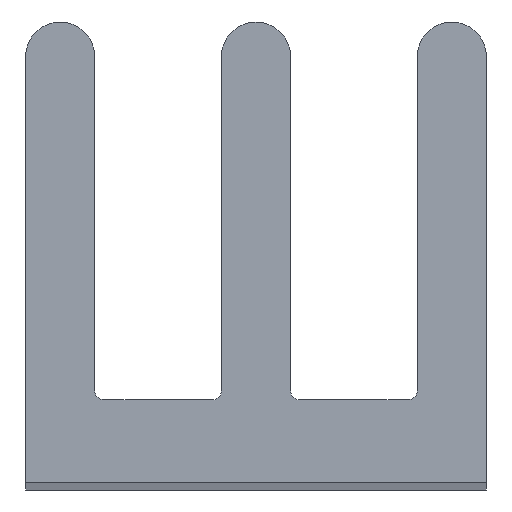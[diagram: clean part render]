
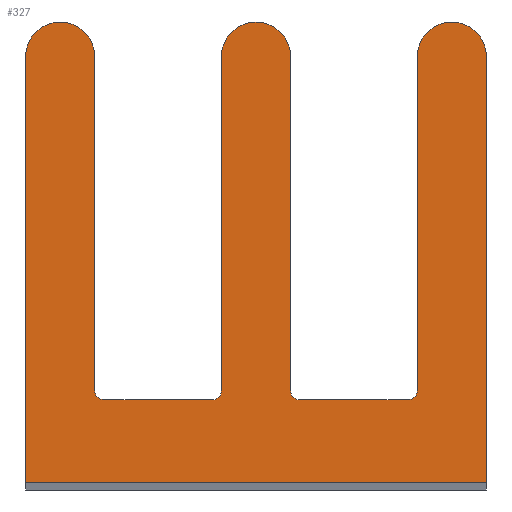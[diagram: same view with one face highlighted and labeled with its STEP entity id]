
A CAD part, top view. The second image highlights one B-rep face of the part: STEP entity #327.
In plain terms, the highlighted planar face has unit normal (0, 0, 1).
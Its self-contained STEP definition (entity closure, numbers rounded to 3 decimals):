
#22=FACE_OUTER_BOUND('',#40,.T.);
#40=EDGE_LOOP('',(#220,#221,#222,#223,#224,#225,#226,#227,#228,#229,#230,
#231,#232,#233,#234,#235));
#58=CIRCLE('',#360,0.75);
#59=CIRCLE('',#361,0.2);
#60=CIRCLE('',#362,0.2);
#61=CIRCLE('',#363,0.75);
#62=CIRCLE('',#364,0.2);
#63=CIRCLE('',#365,0.2);
#64=CIRCLE('',#366,0.75);
#72=LINE('',#495,#106);
#73=LINE('',#497,#107);
#74=LINE('',#501,#108);
#75=LINE('',#505,#109);
#76=LINE('',#509,#110);
#77=LINE('',#513,#111);
#78=LINE('',#517,#112);
#79=LINE('',#521,#113);
#80=LINE('',#524,#114);
#106=VECTOR('',#395,10.);
#107=VECTOR('',#396,9.25);
#108=VECTOR('',#399,7.25);
#109=VECTOR('',#402,2.35);
#110=VECTOR('',#405,7.25);
#111=VECTOR('',#408,7.25);
#112=VECTOR('',#411,2.35);
#113=VECTOR('',#414,7.25);
#114=VECTOR('',#417,9.25);
#140=VERTEX_POINT('',#493);
#141=VERTEX_POINT('',#494);
#142=VERTEX_POINT('',#496);
#143=VERTEX_POINT('',#498);
#144=VERTEX_POINT('',#500);
#145=VERTEX_POINT('',#502);
#146=VERTEX_POINT('',#504);
#147=VERTEX_POINT('',#506);
#148=VERTEX_POINT('',#508);
#149=VERTEX_POINT('',#510);
#150=VERTEX_POINT('',#512);
#151=VERTEX_POINT('',#514);
#152=VERTEX_POINT('',#516);
#153=VERTEX_POINT('',#518);
#154=VERTEX_POINT('',#520);
#155=VERTEX_POINT('',#522);
#172=EDGE_CURVE('',#140,#141,#72,.T.);
#173=EDGE_CURVE('',#141,#142,#73,.T.);
#174=EDGE_CURVE('',#142,#143,#58,.T.);
#175=EDGE_CURVE('',#143,#144,#74,.T.);
#176=EDGE_CURVE('',#144,#145,#59,.T.);
#177=EDGE_CURVE('',#145,#146,#75,.T.);
#178=EDGE_CURVE('',#146,#147,#60,.T.);
#179=EDGE_CURVE('',#147,#148,#76,.T.);
#180=EDGE_CURVE('',#148,#149,#61,.T.);
#181=EDGE_CURVE('',#149,#150,#77,.T.);
#182=EDGE_CURVE('',#150,#151,#62,.T.);
#183=EDGE_CURVE('',#151,#152,#78,.T.);
#184=EDGE_CURVE('',#152,#153,#63,.T.);
#185=EDGE_CURVE('',#153,#154,#79,.T.);
#186=EDGE_CURVE('',#154,#155,#64,.T.);
#187=EDGE_CURVE('',#155,#140,#80,.T.);
#220=ORIENTED_EDGE('',*,*,#172,.T.);
#221=ORIENTED_EDGE('',*,*,#173,.T.);
#222=ORIENTED_EDGE('',*,*,#174,.T.);
#223=ORIENTED_EDGE('',*,*,#175,.T.);
#224=ORIENTED_EDGE('',*,*,#176,.T.);
#225=ORIENTED_EDGE('',*,*,#177,.T.);
#226=ORIENTED_EDGE('',*,*,#178,.T.);
#227=ORIENTED_EDGE('',*,*,#179,.T.);
#228=ORIENTED_EDGE('',*,*,#180,.T.);
#229=ORIENTED_EDGE('',*,*,#181,.T.);
#230=ORIENTED_EDGE('',*,*,#182,.T.);
#231=ORIENTED_EDGE('',*,*,#183,.T.);
#232=ORIENTED_EDGE('',*,*,#184,.T.);
#233=ORIENTED_EDGE('',*,*,#185,.T.);
#234=ORIENTED_EDGE('',*,*,#186,.T.);
#235=ORIENTED_EDGE('',*,*,#187,.T.);
#316=PLANE('',#359);
#327=ADVANCED_FACE('',(#22),#316,.T.);
#359=AXIS2_PLACEMENT_3D('',#492,#393,#394);
#360=AXIS2_PLACEMENT_3D('',#499,#397,#398);
#361=AXIS2_PLACEMENT_3D('',#503,#400,#401);
#362=AXIS2_PLACEMENT_3D('',#507,#403,#404);
#363=AXIS2_PLACEMENT_3D('',#511,#406,#407);
#364=AXIS2_PLACEMENT_3D('',#515,#409,#410);
#365=AXIS2_PLACEMENT_3D('',#519,#412,#413);
#366=AXIS2_PLACEMENT_3D('',#523,#415,#416);
#393=DIRECTION('center_axis',(0.,0.,
1.));
#394=DIRECTION('ref_axis',(1.,0.,0.));
#395=DIRECTION('',(1.,0.,0.));
#396=DIRECTION('',(0.,1.,0.));
#397=DIRECTION('center_axis',(0.,0.,
1.));
#398=DIRECTION('ref_axis',(1.,0.,0.));
#399=DIRECTION('',(0.,-1.,0.));
#400=DIRECTION('center_axis',(0.,0.,
-1.));
#401=DIRECTION('ref_axis',(0.,1.,0.));
#402=DIRECTION('',(-1.,0.,0.));
#403=DIRECTION('center_axis',(0.,0.,
-1.));
#404=DIRECTION('ref_axis',(1.,0.,0.));
#405=DIRECTION('',(0.,1.,0.));
#406=DIRECTION('center_axis',(0.,0.,
1.));
#407=DIRECTION('ref_axis',(1.,0.,0.));
#408=DIRECTION('',(0.,-1.,0.));
#409=DIRECTION('center_axis',(0.,0.,
-1.));
#410=DIRECTION('ref_axis',(0.,1.,0.));
#411=DIRECTION('',(-1.,0.,0.));
#412=DIRECTION('center_axis',(0.,0.,
-1.));
#413=DIRECTION('ref_axis',(1.,0.,0.));
#414=DIRECTION('',(0.,1.,0.));
#415=DIRECTION('center_axis',(0.,0.,
1.));
#416=DIRECTION('ref_axis',(1.,0.,0.));
#417=DIRECTION('',(0.,-1.,0.));
#492=CARTESIAN_POINT('Origin',(20.283,69.59,40.));
#493=CARTESIAN_POINT('',(15.283,64.941,40.));
#494=CARTESIAN_POINT('',(25.283,64.941,40.));
#495=CARTESIAN_POINT('',(15.283,64.941,40.));
#496=CARTESIAN_POINT('',(25.283,74.191,40.));
#497=CARTESIAN_POINT('',(25.283,64.941,40.));
#498=CARTESIAN_POINT('',(23.783,74.191,40.));
#499=CARTESIAN_POINT('Origin',(24.533,74.191,40.));
#500=CARTESIAN_POINT('',(23.783,66.941,40.));
#501=CARTESIAN_POINT('',(23.783,74.191,40.));
#502=CARTESIAN_POINT('',(23.583,66.741,40.));
#503=CARTESIAN_POINT('Origin',(23.583,66.941,40.));
#504=CARTESIAN_POINT('',(21.233,66.741,40.));
#505=CARTESIAN_POINT('',(23.583,66.741,40.));
#506=CARTESIAN_POINT('',(21.033,66.941,40.));
#507=CARTESIAN_POINT('Origin',(21.233,66.941,40.));
#508=CARTESIAN_POINT('',(21.033,74.191,40.));
#509=CARTESIAN_POINT('',(21.033,66.941,40.));
#510=CARTESIAN_POINT('',(19.533,74.191,40.));
#511=CARTESIAN_POINT('Origin',(20.283,74.191,40.));
#512=CARTESIAN_POINT('',(19.533,66.941,40.));
#513=CARTESIAN_POINT('',(19.533,74.191,40.));
#514=CARTESIAN_POINT('',(19.333,66.741,40.));
#515=CARTESIAN_POINT('Origin',(19.333,66.941,40.));
#516=CARTESIAN_POINT('',(16.983,66.741,40.));
#517=CARTESIAN_POINT('',(19.333,66.741,40.));
#518=CARTESIAN_POINT('',(16.783,66.941,40.));
#519=CARTESIAN_POINT('Origin',(16.983,66.941,40.));
#520=CARTESIAN_POINT('',(16.783,74.191,40.));
#521=CARTESIAN_POINT('',(16.783,66.941,40.));
#522=CARTESIAN_POINT('',(15.283,74.191,40.));
#523=CARTESIAN_POINT('Origin',(16.033,74.191,40.));
#524=CARTESIAN_POINT('',(15.283,74.191,40.));
